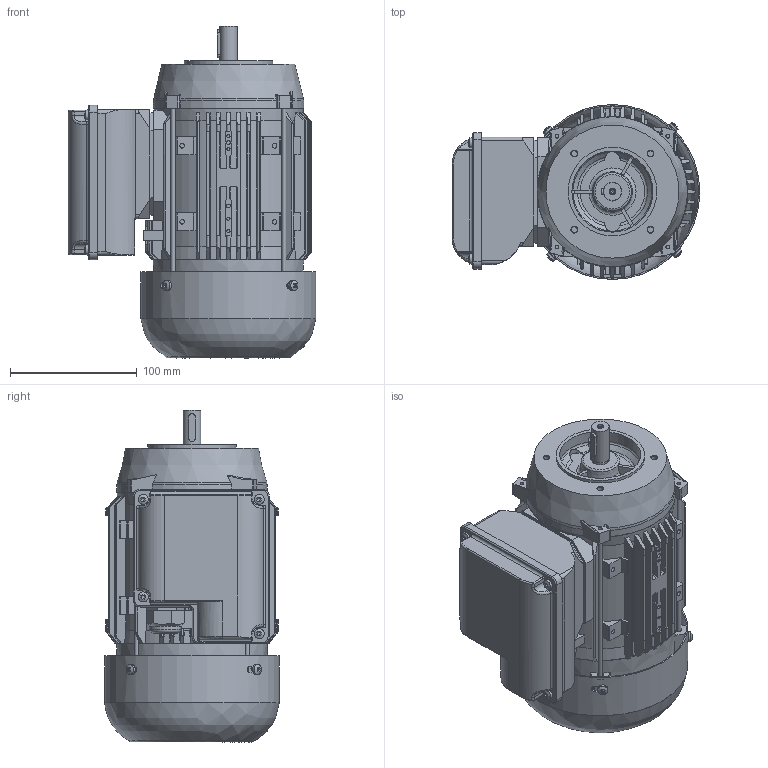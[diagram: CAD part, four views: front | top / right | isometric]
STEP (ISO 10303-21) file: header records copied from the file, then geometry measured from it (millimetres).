
FILE_DESCRIPTION(/* description */ (''),/* implementation_level */ '2;1');
FILE_NAME(/* name */ 'DIS GORUNUS QM71 FC DERIN KTA.stp',/* time_stamp */ '2023-09-26T10:54:14+03:00',/* author */ (''),/* organization */ (''),/* preprocessor_version */ 'ST-DEVELOPER v18.102',/* originating_system */ 'SIEMENS PLM Software NX2206.8101',/* authorisation */ '');
FILE_SCHEMA (('AUTOMOTIVE_DESIGN { 1 0 10303 214 3 1 1 1 }'));
Products named in the file (10): BY6434017xx_004-TK_QM63-80; BY6424130xx_004-TKK_QM63-80; BY6432003xx_006-MOTOR_KAPAGI_QS71_FC_ISLEME; 641304741_AZ-KAMA PARALEL A 5x5x22 St50 DIN6885; BY6423004xx_005-FAN_KAPAGI_QS71; 6425006xx_AC-QS71_FAN; AR-000001533038_001-QE71 MIL DERIN; 6415186xx_AD-TERMINAL_KUTUSU_CONTASI_QS_63-80; BY6444009xx_006-GOVDE_QS71; AR-000001546753_001-DIS GORUNUS QM71 FC DERIN KTA
Assembly tree (9 placements, depth 2):
  AR-000001546753_001-DIS GORUNUS QM71 FC DERIN KTA
    BY6444009xx_006-GOVDE_QS71
    6415186xx_AD-TERMINAL_KUTUSU_CONTASI_QS_63-80
    AR-000001533038_001-QE71 MIL DERIN
    6425006xx_AC-QS71_FAN
    BY6423004xx_005-FAN_KAPAGI_QS71
    641304741_AZ-KAMA PARALEL A 5x5x22 St50 DIN6885
    BY6432003xx_006-MOTOR_KAPAGI_QS71_FC_ISLEME
    BY6424130xx_004-TKK_QM63-80
    BY6434017xx_004-TK_QM63-80
Bounding box: 195.5 x 138 x 262 mm (x, y, z)
Volume: 723633.5 mm3; surface area: 477053.2 mm2
Topology: 24 solids, 24 shells, 2647 faces, 7263 edges, 4676 vertices
Faces by surface type: plane 1275, cylinder 733, bspline 342, cone 164, extrusion 83, torus 48, sphere 2
Full cylindrical faces by diameter (mm): 2.5 x10, 3 x17, 3.3 x9, 3.65 x12, 3.7 x3, 4 x12, 4.5 x8, 4.6 x2, 4.65 x4, 4.8 x4, 5 x2, 6 x1, 6.4 x1, 8 x9, 12 x5, 12.4 x1, 14 x1, 14.2 x2, 14.5 x1, 14.96 x1, 15 x2, 15.2 x1, 19 x1, 19.84 x1, 21.16 x1, 24.1 x1, 25.28 x1, 26 x1, 35 x3, 39.8 x1
Entity records: 102052 total; most frequent: CARTESIAN_POINT 36375, ORIENTED_EDGE 13956, DIRECTION 11416, EDGE_CURVE 6978, VERTEX_POINT 4652, AXIS2_PLACEMENT_3D 4001, VECTOR 3414, LINE 3331
